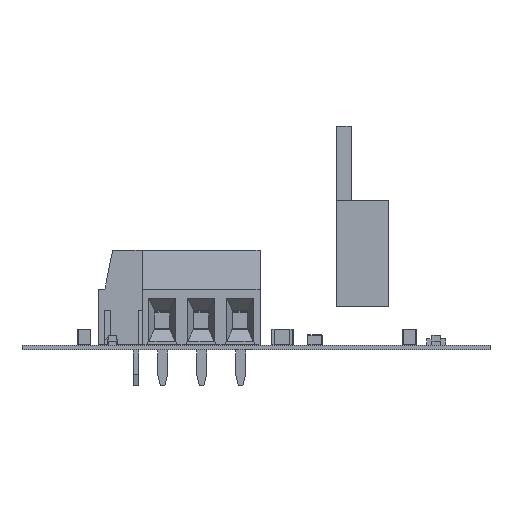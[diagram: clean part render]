
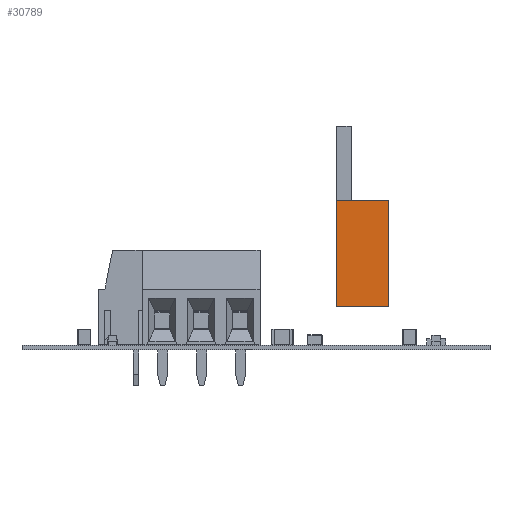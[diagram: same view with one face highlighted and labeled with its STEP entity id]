
A CAD part, front view. The second image highlights one B-rep face of the part: STEP entity #30789.
In plain terms, the highlighted planar face has unit normal (0, -1, 0).
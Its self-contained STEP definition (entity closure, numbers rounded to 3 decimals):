
#30789 = ADVANCED_FACE('',(#30790),#30824,.T.);
#30790 = FACE_BOUND('',#30791,.T.);
#30791 = EDGE_LOOP('',(#30792,#30802,#30810,#30818));
#30792 = ORIENTED_EDGE('',*,*,#30793,.T.);
#30793 = EDGE_CURVE('',#30794,#30796,#30798,.T.);
#30794 = VERTEX_POINT('',#30795);
#30795 = CARTESIAN_POINT('',(32.915,7.323,
    3.5));
#30796 = VERTEX_POINT('',#30797);
#30797 = CARTESIAN_POINT('',(32.915,7.323,
    13.05));
#30798 = LINE('',#30799,#30800);
#30799 = CARTESIAN_POINT('',(32.915,7.323,
    3.5));
#30800 = VECTOR('',#30801,1.);
#30801 = DIRECTION('',(0.,0.,1.));
#30802 = ORIENTED_EDGE('',*,*,#30803,.T.);
#30803 = EDGE_CURVE('',#30796,#30804,#30806,.T.);
#30804 = VERTEX_POINT('',#30805);
#30805 = CARTESIAN_POINT('',(28.215,7.323,
    13.05));
#30806 = LINE('',#30807,#30808);
#30807 = CARTESIAN_POINT('',(32.915,7.323,
    13.05));
#30808 = VECTOR('',#30809,1.);
#30809 = DIRECTION('',(-1.,0.,0.));
#30810 = ORIENTED_EDGE('',*,*,#30811,.F.);
#30811 = EDGE_CURVE('',#30812,#30804,#30814,.T.);
#30812 = VERTEX_POINT('',#30813);
#30813 = CARTESIAN_POINT('',(28.215,7.323,
    3.5));
#30814 = LINE('',#30815,#30816);
#30815 = CARTESIAN_POINT('',(28.215,7.323,
    3.5));
#30816 = VECTOR('',#30817,1.);
#30817 = DIRECTION('',(0.,0.,1.));
#30818 = ORIENTED_EDGE('',*,*,#30819,.F.);
#30819 = EDGE_CURVE('',#30794,#30812,#30820,.T.);
#30820 = LINE('',#30821,#30822);
#30821 = CARTESIAN_POINT('',(32.915,7.323,
    3.5));
#30822 = VECTOR('',#30823,1.);
#30823 = DIRECTION('',(-1.,0.,0.));
#30824 = PLANE('',#30825);
#30825 = AXIS2_PLACEMENT_3D('',#30826,#30827,#30828);
#30826 = CARTESIAN_POINT('',(32.915,7.323,
    3.5));
#30827 = DIRECTION('',(0.,-1.,0.));
#30828 = DIRECTION('',(-1.,0.,0.));
